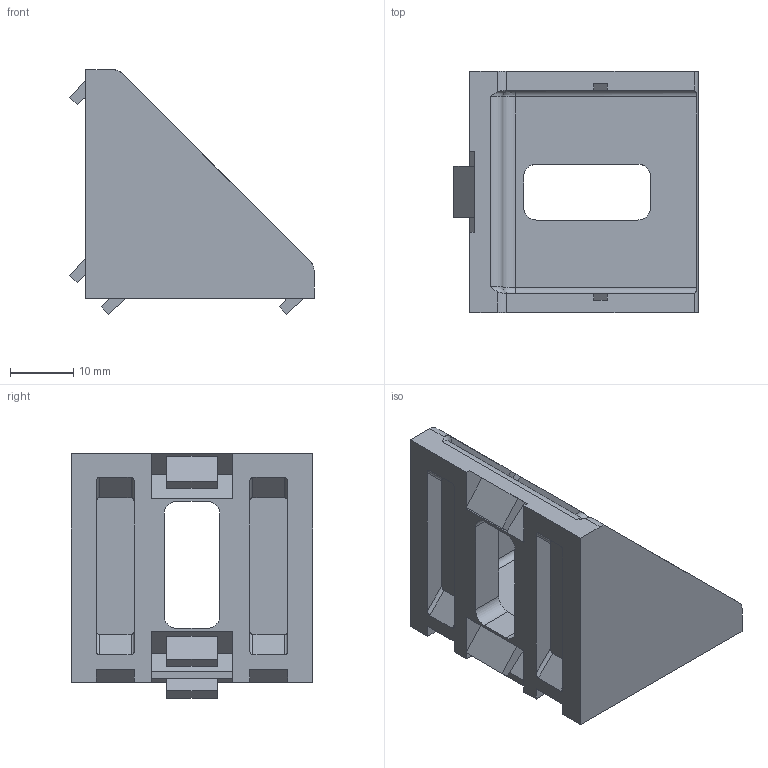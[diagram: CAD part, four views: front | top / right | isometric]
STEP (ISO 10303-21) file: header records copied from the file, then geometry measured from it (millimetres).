
FILE_DESCRIPTION(/* description */ ('Kątownik usztywniający 38x36 N8'),/* implementation_level */ '2;1');
FILE_NAME(/* name */ '303836.stp',/* time_stamp */ '2023-02-01T07:33:03+01:00',/* author */ ('aluteckkpl_am'),/* organization */ (''),/* preprocessor_version */ 'ST-DEVELOPER v18.1',/* originating_system */ 'Autodesk Inventor 2021',/* authorisation */ '');
FILE_SCHEMA (('CONFIG_CONTROL_DESIGN'));
Length unit declared in the file: millimetre
Products named in the file (1): 303836
Bounding box: 38.5 x 38 x 38.5 mm (x, y, z)
Volume: 11866 mm3; surface area: 9057.3 mm2
Topology: 1 solids, 1 shells, 127 faces, 345 edges, 228 vertices
Faces by surface type: plane 88, cylinder 35, bspline 2, torus 2
Entity records: 4066 total; most frequent: CARTESIAN_POINT 759, ORIENTED_EDGE 690, DIRECTION 661, EDGE_CURVE 345, LINE 265, VECTOR 265, VERTEX_POINT 228, AXIS2_PLACEMENT_3D 198
